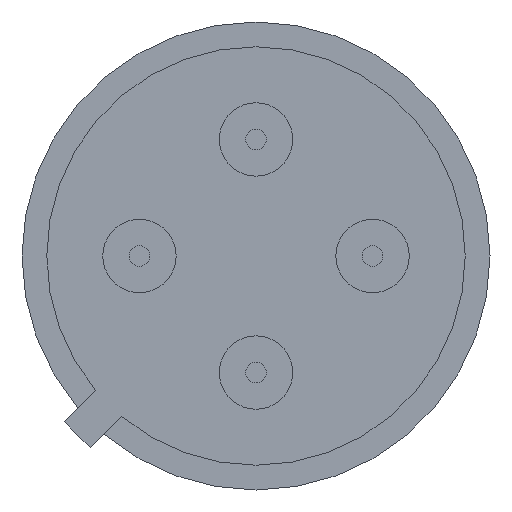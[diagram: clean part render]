
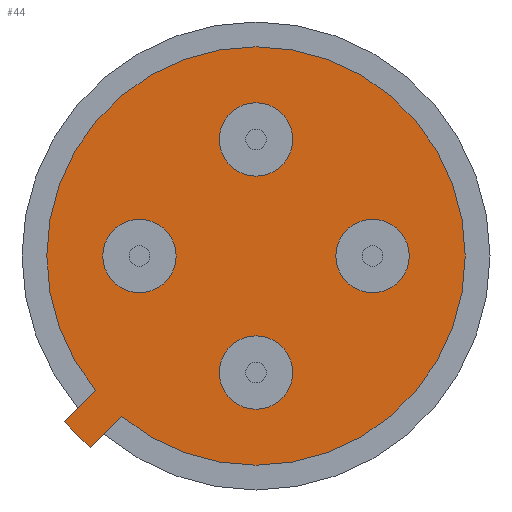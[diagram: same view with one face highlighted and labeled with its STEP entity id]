
A CAD part, front view. The second image highlights one B-rep face of the part: STEP entity #44.
In plain terms, the highlighted planar face has unit normal (0, -1, 0).
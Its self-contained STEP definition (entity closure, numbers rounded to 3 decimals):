
#11 = AXIS2_PLACEMENT_3D ( 'NONE', #1175, #1586, #1765 ) ;
#30 = FACE_BOUND ( 'NONE', #525, .T. ) ;
#31 = ORIENTED_EDGE ( 'NONE', *, *, #790, .F. ) ;
#44 = ADVANCED_FACE ( 'NONE', ( #713, #1497, #30, #772, #1346 ), #855, .T. ) ;
#83 = VERTEX_POINT ( 'NONE', #192 ) ;
#90 = CARTESIAN_POINT ( 'NONE',  ( 0., 0., -3.34 ) ) ;
#114 = CARTESIAN_POINT ( 'NONE',  ( -3.614, 0., -4.179 ) ) ;
#135 = ORIENTED_EDGE ( 'NONE', *, *, #1418, .T. ) ;
#164 = CIRCLE ( 'NONE', #348, 0.8 ) ;
#168 = VERTEX_POINT ( 'NONE', #90 ) ;
#173 = AXIS2_PLACEMENT_3D ( 'NONE', #1560, #275, #653 ) ;
#186 = EDGE_CURVE ( 'NONE', #168, #775, #610, .T. ) ;
#192 = CARTESIAN_POINT ( 'NONE',  ( -3.495, 0., -2.929 ) ) ;
#222 = ORIENTED_EDGE ( 'NONE', *, *, #1287, .F. ) ;
#246 = EDGE_LOOP ( 'NONE', ( #135, #1270 ) ) ;
#270 = AXIS2_PLACEMENT_3D ( 'NONE', #598, #309, #441 ) ;
#275 = DIRECTION ( 'NONE',  ( 0., 1., 0. ) ) ;
#309 = DIRECTION ( 'NONE',  ( 0., 1., 0. ) ) ;
#332 = AXIS2_PLACEMENT_3D ( 'NONE', #1345, #1652, #1620 ) ;
#336 = CARTESIAN_POINT ( 'NONE',  ( 2.54, 0., -0.8 ) ) ;
#337 = CARTESIAN_POINT ( 'NONE',  ( -2.54, 0., -0.8 ) ) ;
#348 = AXIS2_PLACEMENT_3D ( 'NONE', #1585, #597, #1308 ) ;
#350 = CARTESIAN_POINT ( 'NONE',  ( 0., 0., -2.54 ) ) ;
#353 = CARTESIAN_POINT ( 'NONE',  ( 0., 0., 4.56 ) ) ;
#362 = VERTEX_POINT ( 'NONE', #337 ) ;
#368 = ORIENTED_EDGE ( 'NONE', *, *, #635, .T. ) ;
#371 = DIRECTION ( 'NONE',  ( -1., 0., 0. ) ) ;
#376 = DIRECTION ( 'NONE',  ( 0., 0., 1. ) ) ;
#388 = CARTESIAN_POINT ( 'NONE',  ( 0., 0., 0. ) ) ;
#391 = EDGE_CURVE ( 'NONE', #83, #721, #1761, .T. ) ;
#400 = ORIENTED_EDGE ( 'NONE', *, *, #1449, .F. ) ;
#408 = LINE ( 'NONE', #114, #719 ) ;
#415 = EDGE_CURVE ( 'NONE', #965, #1698, #600, .T. ) ;
#416 = CARTESIAN_POINT ( 'NONE',  ( -2.929, 0., -3.495 ) ) ;
#438 = CARTESIAN_POINT ( 'NONE',  ( 0., 0., 1.74 ) ) ;
#441 = DIRECTION ( 'NONE',  ( -1., 0., 0. ) ) ;
#458 = CARTESIAN_POINT ( 'NONE',  ( -4.179, 0., -3.614 ) ) ;
#462 = DIRECTION ( 'NONE',  ( 0., 0., -1. ) ) ;
#482 = CARTESIAN_POINT ( 'NONE',  ( 0., 0., 0. ) ) ;
#507 = ORIENTED_EDGE ( 'NONE', *, *, #186, .T. ) ;
#518 = CIRCLE ( 'NONE', #1007, 0.8 ) ;
#525 = EDGE_LOOP ( 'NONE', ( #1604, #368 ) ) ;
#577 = LINE ( 'NONE', #1875, #1767 ) ;
#597 = DIRECTION ( 'NONE',  ( 0., 1., 0. ) ) ;
#598 = CARTESIAN_POINT ( 'NONE',  ( 2.54, 0., 0. ) ) ;
#600 = CIRCLE ( 'NONE', #846, 0.8 ) ;
#601 = CARTESIAN_POINT ( 'NONE',  ( -2.54, 0., 0. ) ) ;
#602 = EDGE_CURVE ( 'NONE', #1018, #1763, #1228, .T. ) ;
#610 = CIRCLE ( 'NONE', #1680, 0.8 ) ;
#621 = LINE ( 'NONE', #1495, #1411 ) ;
#622 = CARTESIAN_POINT ( 'NONE',  ( 2.54, 0., 0.8 ) ) ;
#625 = DIRECTION ( 'NONE',  ( 0., 0., 1. ) ) ;
#635 = EDGE_CURVE ( 'NONE', #1698, #965, #1814, .T. ) ;
#650 = VERTEX_POINT ( 'NONE', #458 ) ;
#653 = DIRECTION ( 'NONE',  ( 0., 0., 1. ) ) ;
#659 = DIRECTION ( 'NONE',  ( 0., 0., 1. ) ) ;
#696 = CARTESIAN_POINT ( 'NONE',  ( -2.54, 0., 0.8 ) ) ;
#713 = FACE_OUTER_BOUND ( 'NONE', #1673, .T. ) ;
#719 = VECTOR ( 'NONE', #1697, 1000. ) ;
#721 = VERTEX_POINT ( 'NONE', #353 ) ;
#759 = DIRECTION ( 'NONE',  ( 0., 1., 0. ) ) ;
#772 = FACE_BOUND ( 'NONE', #784, .T. ) ;
#775 = VERTEX_POINT ( 'NONE', #796 ) ;
#784 = EDGE_LOOP ( 'NONE', ( #862, #1408 ) ) ;
#790 = EDGE_CURVE ( 'NONE', #812, #1530, #408, .T. ) ;
#796 = CARTESIAN_POINT ( 'NONE',  ( 0., 0., -1.74 ) ) ;
#805 = DIRECTION ( 'NONE',  ( 0., 1., 0. ) ) ;
#812 = VERTEX_POINT ( 'NONE', #416 ) ;
#828 = ORIENTED_EDGE ( 'NONE', *, *, #1769, .F. ) ;
#832 = EDGE_CURVE ( 'NONE', #775, #168, #1730, .T. ) ;
#846 = AXIS2_PLACEMENT_3D ( 'NONE', #1571, #1399, #1678 ) ;
#855 = PLANE ( 'NONE',  #1298 ) ;
#862 = ORIENTED_EDGE ( 'NONE', *, *, #1254, .T. ) ;
#894 = CARTESIAN_POINT ( 'NONE',  ( -3.614, 0., -4.179 ) ) ;
#965 = VERTEX_POINT ( 'NONE', #438 ) ;
#1007 = AXIS2_PLACEMENT_3D ( 'NONE', #1280, #1391, #371 ) ;
#1018 = VERTEX_POINT ( 'NONE', #622 ) ;
#1031 = AXIS2_PLACEMENT_3D ( 'NONE', #601, #759, #1768 ) ;
#1035 = EDGE_CURVE ( 'NONE', #1430, #812, #1124, .T. ) ;
#1041 = CARTESIAN_POINT ( 'NONE',  ( 0., 0., -4.56 ) ) ;
#1070 = DIRECTION ( 'NONE',  ( -0.707, 0., 0.707 ) ) ;
#1124 = CIRCLE ( 'NONE', #332, 4.56 ) ;
#1175 = CARTESIAN_POINT ( 'NONE',  ( 0., 0., 2.54 ) ) ;
#1201 = VERTEX_POINT ( 'NONE', #696 ) ;
#1228 = CIRCLE ( 'NONE', #270, 0.8 ) ;
#1254 = EDGE_CURVE ( 'NONE', #1763, #1018, #518, .T. ) ;
#1270 = ORIENTED_EDGE ( 'NONE', *, *, #1648, .T. ) ;
#1280 = CARTESIAN_POINT ( 'NONE',  ( 2.54, 0., 0. ) ) ;
#1287 = EDGE_CURVE ( 'NONE', #650, #83, #577, .T. ) ;
#1298 = AXIS2_PLACEMENT_3D ( 'NONE', #482, #1641, #462 ) ;
#1308 = DIRECTION ( 'NONE',  ( 1., 0., 0. ) ) ;
#1311 = CIRCLE ( 'NONE', #1582, 4.56 ) ;
#1345 = CARTESIAN_POINT ( 'NONE',  ( 0., 0., 0. ) ) ;
#1346 = FACE_BOUND ( 'NONE', #1735, .T. ) ;
#1377 = DIRECTION ( 'NONE',  ( 0., 1., 0. ) ) ;
#1389 = ORIENTED_EDGE ( 'NONE', *, *, #832, .T. ) ;
#1391 = DIRECTION ( 'NONE',  ( 0., 1., 0. ) ) ;
#1399 = DIRECTION ( 'NONE',  ( 0., 1., 0. ) ) ;
#1408 = ORIENTED_EDGE ( 'NONE', *, *, #602, .T. ) ;
#1411 = VECTOR ( 'NONE', #1070, 1000. ) ;
#1418 = EDGE_CURVE ( 'NONE', #362, #1201, #1609, .T. ) ;
#1430 = VERTEX_POINT ( 'NONE', #1041 ) ;
#1442 = DIRECTION ( 'NONE',  ( 0.707, 0., 0.707 ) ) ;
#1449 = EDGE_CURVE ( 'NONE', #1530, #650, #621, .T. ) ;
#1495 = CARTESIAN_POINT ( 'NONE',  ( -4.179, 0., -3.614 ) ) ;
#1497 = FACE_BOUND ( 'NONE', #246, .T. ) ;
#1518 = DIRECTION ( 'NONE',  ( 0., 1., 0. ) ) ;
#1530 = VERTEX_POINT ( 'NONE', #894 ) ;
#1554 = ORIENTED_EDGE ( 'NONE', *, *, #1035, .F. ) ;
#1560 = CARTESIAN_POINT ( 'NONE',  ( 0., 0., -2.54 ) ) ;
#1571 = CARTESIAN_POINT ( 'NONE',  ( 0., 0., 2.54 ) ) ;
#1582 = AXIS2_PLACEMENT_3D ( 'NONE', #1663, #1377, #625 ) ;
#1585 = CARTESIAN_POINT ( 'NONE',  ( -2.54, 0., 0. ) ) ;
#1586 = DIRECTION ( 'NONE',  ( 0., 1., 0. ) ) ;
#1604 = ORIENTED_EDGE ( 'NONE', *, *, #415, .T. ) ;
#1609 = CIRCLE ( 'NONE', #1031, 0.8 ) ;
#1620 = DIRECTION ( 'NONE',  ( 0., 0., 1. ) ) ;
#1641 = DIRECTION ( 'NONE',  ( 0., -1., 0. ) ) ;
#1648 = EDGE_CURVE ( 'NONE', #1201, #362, #164, .T. ) ;
#1652 = DIRECTION ( 'NONE',  ( 0., 1., 0. ) ) ;
#1663 = CARTESIAN_POINT ( 'NONE',  ( 0., 0., 0. ) ) ;
#1667 = AXIS2_PLACEMENT_3D ( 'NONE', #388, #805, #376 ) ;
#1673 = EDGE_LOOP ( 'NONE', ( #1861, #222, #400, #31, #1554, #828 ) ) ;
#1678 = DIRECTION ( 'NONE',  ( 0., 0., -1. ) ) ;
#1680 = AXIS2_PLACEMENT_3D ( 'NONE', #350, #1518, #659 ) ;
#1697 = DIRECTION ( 'NONE',  ( -0.707, 0., -0.707 ) ) ;
#1698 = VERTEX_POINT ( 'NONE', #1754 ) ;
#1730 = CIRCLE ( 'NONE', #173, 0.8 ) ;
#1735 = EDGE_LOOP ( 'NONE', ( #507, #1389 ) ) ;
#1754 = CARTESIAN_POINT ( 'NONE',  ( 0., 0., 3.34 ) ) ;
#1761 = CIRCLE ( 'NONE', #1667, 4.56 ) ;
#1763 = VERTEX_POINT ( 'NONE', #336 ) ;
#1765 = DIRECTION ( 'NONE',  ( 0., 0., -1. ) ) ;
#1767 = VECTOR ( 'NONE', #1442, 1000. ) ;
#1768 = DIRECTION ( 'NONE',  ( 1., 0., 0. ) ) ;
#1769 = EDGE_CURVE ( 'NONE', #721, #1430, #1311, .T. ) ;
#1814 = CIRCLE ( 'NONE', #11, 0.8 ) ;
#1861 = ORIENTED_EDGE ( 'NONE', *, *, #391, .F. ) ;
#1875 = CARTESIAN_POINT ( 'NONE',  ( -4.179, 0., -3.614 ) ) ;
